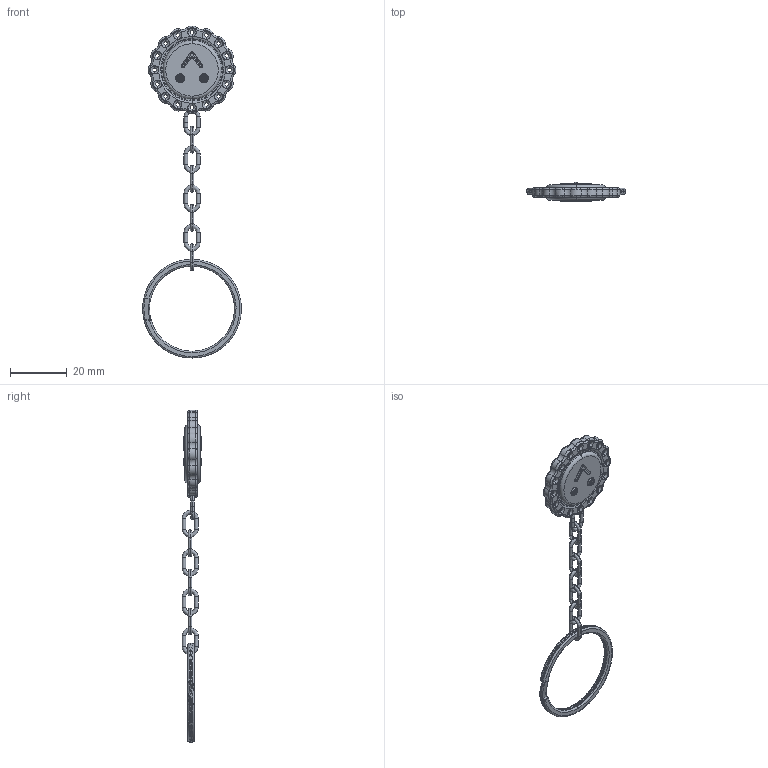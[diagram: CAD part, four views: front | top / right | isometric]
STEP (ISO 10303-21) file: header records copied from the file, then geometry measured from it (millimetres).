
FILE_DESCRIPTION(('FreeCAD Model'),'2;1');
FILE_NAME('Open CASCADE Shape Model','2025-05-04T06:49:00',('FreeCAD'),( 'FreeCAD'),'Open CASCADE STEP processor 7.6','FreeCAD','Unknown');
FILE_SCHEMA(('AUTOMOTIVE_DESIGN { 1 0 10303 214 1 1 1 1 }'));
Length unit declared in the file: millimetre
Products named in the file (1): Open CASCADE STEP translator 7.6 1
Bounding box: 34.85 x 6.97 x 117.34 mm (x, y, z)
Volume: 3632.3 mm3; surface area: 3665.3 mm2
Topology: 4 solids, 4 shells, 562 faces, 1291 edges, 743 vertices
Faces by surface type: bspline 562
Entity records: 18330 total; most frequent: CARTESIAN_POINT 11504, ORIENTED_EDGE 2574, EDGE_CURVE 1287, VERTEX_POINT 743, FACE_BOUND 622, EDGE_LOOP 622, ADVANCED_FACE 562, B_SPLINE_CURVE_WITH_KNOTS 337
